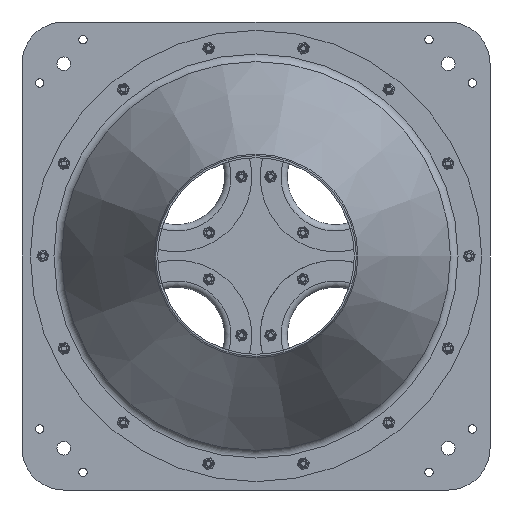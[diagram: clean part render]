
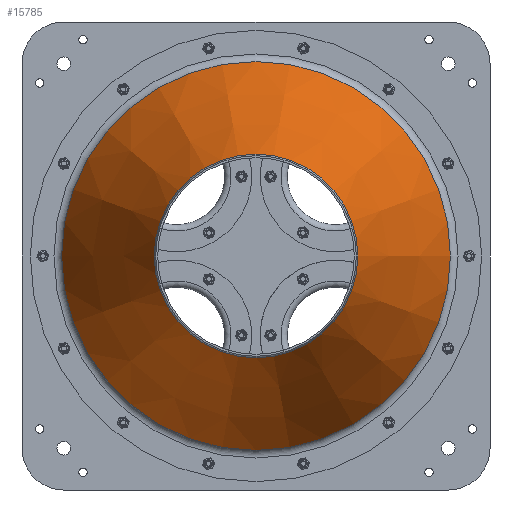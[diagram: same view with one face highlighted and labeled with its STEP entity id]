
A CAD part, left-side view. The second image highlights one B-rep face of the part: STEP entity #15785.
In plain terms, the highlighted conical face has half-angle 25 degrees and reference radius 112.826 mm.
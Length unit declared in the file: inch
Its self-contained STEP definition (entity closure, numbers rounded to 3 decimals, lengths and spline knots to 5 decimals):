
#1301=FACE_BOUND('',#5215,.T.);
#2212=CIRCLE('',#17635,5.81664);
#2214=CIRCLE('',#17638,3.04685);
#2763=CONICAL_SURFACE('',#17637,4.44197,25.);
#3851=FACE_OUTER_BOUND('',#5214,.T.);
#5214=EDGE_LOOP('',(#14314));
#5215=EDGE_LOOP('',(#14315));
#7880=VERTEX_POINT('',#69036);
#7882=VERTEX_POINT('',#69041);
#10098=EDGE_CURVE('',#7880,#7880,#2212,.T.);
#10100=EDGE_CURVE('',#7882,#7882,#2214,.T.);
#14314=ORIENTED_EDGE('',*,*,#10100,.F.);
#14315=ORIENTED_EDGE('',*,*,#10098,.F.);
#15785=ADVANCED_FACE('',(#3851,#1301),#2763,.T.);
#17635=AXIS2_PLACEMENT_3D('',#69037,#21560,#21561);
#17637=AXIS2_PLACEMENT_3D('',#69040,#21564,#21565);
#17638=AXIS2_PLACEMENT_3D('',#69042,#21566,#21567);
#21560=DIRECTION('center_axis',(1.,0.,0.));
#21561=DIRECTION('ref_axis',(0.,1.,0.));
#21564=DIRECTION('center_axis',(1.,0.,0.));
#21565=DIRECTION('ref_axis',(0.,-1.,0.));
#21566=DIRECTION('center_axis',(-1.,0.,0.));
#21567=DIRECTION('ref_axis',(0.,1.,0.));
#69036=CARTESIAN_POINT('',(-0.40735,-5.81664,0.));
#69037=CARTESIAN_POINT('Origin',(-0.40735,0.,
0.));
#69040=CARTESIAN_POINT('Origin',(-3.35532,0.,
0.));
#69041=CARTESIAN_POINT('',(-6.34718,-3.04685,0.));
#69042=CARTESIAN_POINT('Origin',(-6.34718,0.,0.));
